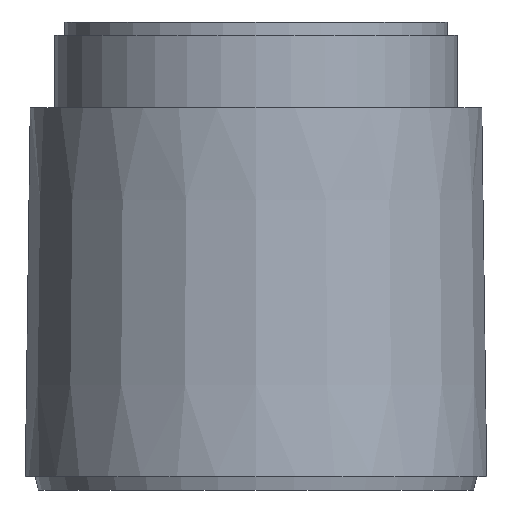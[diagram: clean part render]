
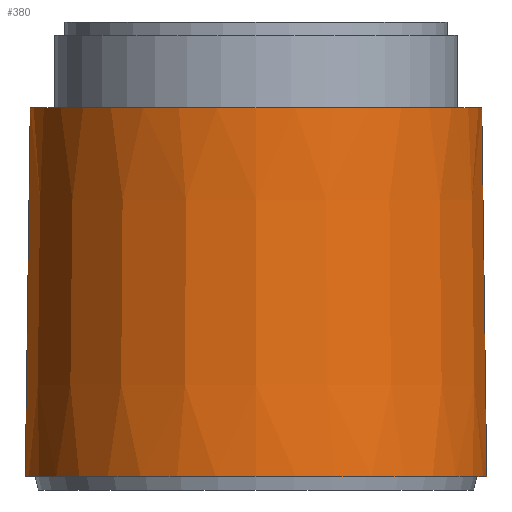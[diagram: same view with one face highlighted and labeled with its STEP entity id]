
A CAD part, front view. The second image highlights one B-rep face of the part: STEP entity #380.
In plain terms, the highlighted conical face has half-angle 0.767 degrees and reference radius 34.624 mm.
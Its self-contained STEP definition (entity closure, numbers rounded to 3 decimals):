
#214=CARTESIAN_POINT('',(-34.25,0.0,58.));
#215=VERTEX_POINT('',#214);
#216=CARTESIAN_POINT('',(-34.999,0.0,2.));
#217=VERTEX_POINT('',#216);
#218=CARTESIAN_POINT('',(-34.25,0.,58.));
#219=DIRECTION('',(-0.013,0.,-1.));
#220=VECTOR('',#219,56.005);
#221=LINE('',#218,#220);
#222=EDGE_CURVE('',#215,#217,#221,.T.);
#224=CARTESIAN_POINT('',(34.25,0.,58.));
#225=VERTEX_POINT('',#224);
#233=CARTESIAN_POINT('',(34.999,0.,2.));
#234=VERTEX_POINT('',#233);
#235=CARTESIAN_POINT('',(34.25,0.,58.));
#236=DIRECTION('',(0.013,0.,-1.));
#237=VECTOR('',#236,56.005);
#238=LINE('',#235,#237);
#239=EDGE_CURVE('',#225,#234,#238,.T.);
#348=CARTESIAN_POINT('',(0.0,0.0,2.));
#349=DIRECTION('',(0.0,0.0,1.0));
#350=DIRECTION('',(-1.0,0.0,0.0));
#351=AXIS2_PLACEMENT_3D('',#348,#349,#350);
#352=CIRCLE('',#351,34.999);
#353=EDGE_CURVE('',#217,#234,#352,.T.);
#363=CARTESIAN_POINT('',(0.0,0.0,30.));
#364=DIRECTION('',(0.0,0.,-1.0));
#365=DIRECTION('',(-1.0,0.0,0.0));
#366=AXIS2_PLACEMENT_3D('',#363,#364,#365);
#367=CONICAL_SURFACE('',#366,34.624,0.767);
#368=ORIENTED_EDGE('',*,*,#222,.T.);
#369=ORIENTED_EDGE('',*,*,#353,.T.);
#370=ORIENTED_EDGE('',*,*,#239,.F.);
#371=CARTESIAN_POINT('',(0.0,0.0,58.));
#372=DIRECTION('',(0.0,0.0,1.0));
#373=DIRECTION('',(-1.0,0.0,0.0));
#374=AXIS2_PLACEMENT_3D('',#371,#372,#373);
#375=CIRCLE('',#374,34.25);
#376=EDGE_CURVE('',#215,#225,#375,.T.);
#377=ORIENTED_EDGE('',*,*,#376,.F.);
#378=EDGE_LOOP('',(#368,#369,#370,#377));
#379=FACE_OUTER_BOUND('',#378,.T.);
#380=ADVANCED_FACE('',(#379),#367,.T.);
